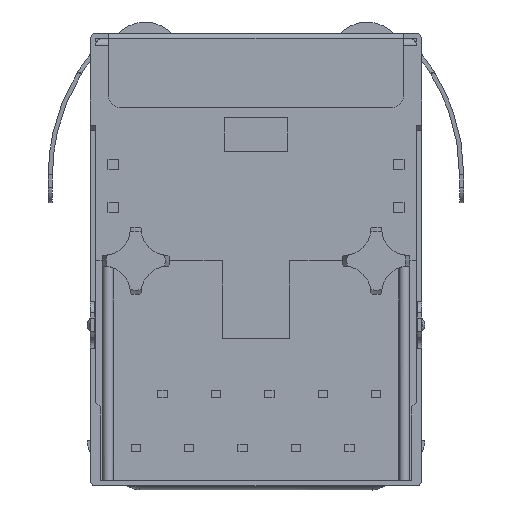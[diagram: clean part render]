
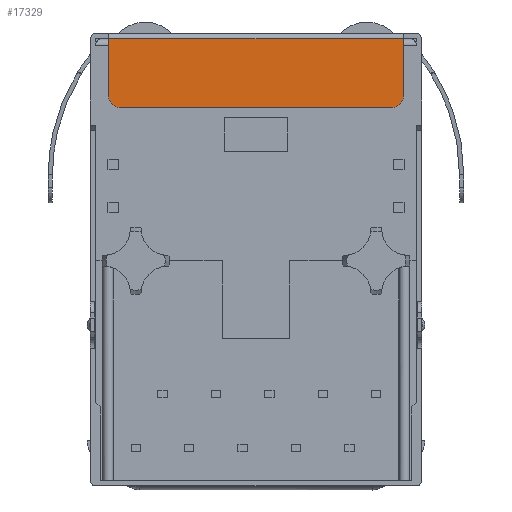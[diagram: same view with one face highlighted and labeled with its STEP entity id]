
A CAD part, front view. The second image highlights one B-rep face of the part: STEP entity #17329.
In plain terms, the highlighted planar face has unit normal (0, -1, 0).
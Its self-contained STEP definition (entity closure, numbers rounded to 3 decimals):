
#5865=DIRECTION('',(1.,0.,0.));
#5866=VECTOR('',#5865,14.);
#5867=CARTESIAN_POINT('',(-7.,-6.7,-0.25));
#5868=LINE('',#5867,#5866);
#5869=DIRECTION('',(0.,0.,-1.));
#5870=VECTOR('',#5869,2.75);
#5871=CARTESIAN_POINT('',(7.,-6.7,-0.25));
#5872=LINE('',#5871,#5870);
#5873=CARTESIAN_POINT('',(6.5,-6.7,-3.));
#5874=DIRECTION('',(0.,-1.,0.));
#5875=DIRECTION('',(0.,0.,-1.));
#5876=AXIS2_PLACEMENT_3D('',#5873,#5874,#5875);
#5878=DIRECTION('',(1.,0.,0.));
#5879=VECTOR('',#5878,13.);
#5880=CARTESIAN_POINT('',(-6.5,-6.7,-3.5));
#5881=LINE('',#5880,#5879);
#5882=CARTESIAN_POINT('',(-6.5,-6.7,-3.));
#5883=DIRECTION('',(0.,-1.,0.));
#5884=DIRECTION('',(-1.,0.,0.));
#5885=AXIS2_PLACEMENT_3D('',#5882,#5883,#5884);
#5887=DIRECTION('',(0.,0.,-1.));
#5888=VECTOR('',#5887,2.75);
#5889=CARTESIAN_POINT('',(-7.,-6.7,-0.25));
#5890=LINE('',#5889,#5888);
#7379=CARTESIAN_POINT('',(-7.,-6.7,-3.));
#7380=VERTEX_POINT('',#7379);
#7381=CARTESIAN_POINT('',(7.,-6.7,-3.));
#7382=VERTEX_POINT('',#7381);
#8021=CARTESIAN_POINT('',(-6.5,-6.7,-3.5));
#8022=VERTEX_POINT('',#8021);
#8023=CARTESIAN_POINT('',(6.5,-6.7,-3.5));
#8024=VERTEX_POINT('',#8023);
#8146=CARTESIAN_POINT('',(7.,-6.7,-0.25));
#8148=VERTEX_POINT('',#8146);
#8149=CARTESIAN_POINT('',(-7.,-6.7,-0.25));
#8150=VERTEX_POINT('',#8149);
#17316=CARTESIAN_POINT('',(-7.875,-6.7,-3.5));
#17317=DIRECTION('',(0.,-1.,0.));
#17318=DIRECTION('',(0.,0.,1.));
#17319=AXIS2_PLACEMENT_3D('',#17316,#17317,#17318);
#17320=PLANE('',#17319);
#17321=ORIENTED_EDGE('',*,*,#17130,.T.);
#17322=ORIENTED_EDGE('',*,*,#17149,.T.);
#17323=ORIENTED_EDGE('',*,*,#17283,.F.);
#17324=ORIENTED_EDGE('',*,*,#17296,.F.);
#17325=ORIENTED_EDGE('',*,*,#17310,.F.);
#17326=ORIENTED_EDGE('',*,*,#17112,.F.);
#17327=EDGE_LOOP('',(#17321,#17322,#17323,#17324,#17325,#17326));
#17328=FACE_OUTER_BOUND('',#17327,.F.);
#5877=CIRCLE('',#5876,0.5);
#5886=CIRCLE('',#5885,0.5);
#17112=EDGE_CURVE('',#8150,#7380,#5890,.T.);
#17130=EDGE_CURVE('',#8150,#8148,#5868,.T.);
#17149=EDGE_CURVE('',#8148,#7382,#5872,.T.);
#17283=EDGE_CURVE('',#8024,#7382,#5877,.T.);
#17296=EDGE_CURVE('',#8022,#8024,#5881,.T.);
#17310=EDGE_CURVE('',#7380,#8022,#5886,.T.);
#17329=ADVANCED_FACE('',(#17328),#17320,.T.);
